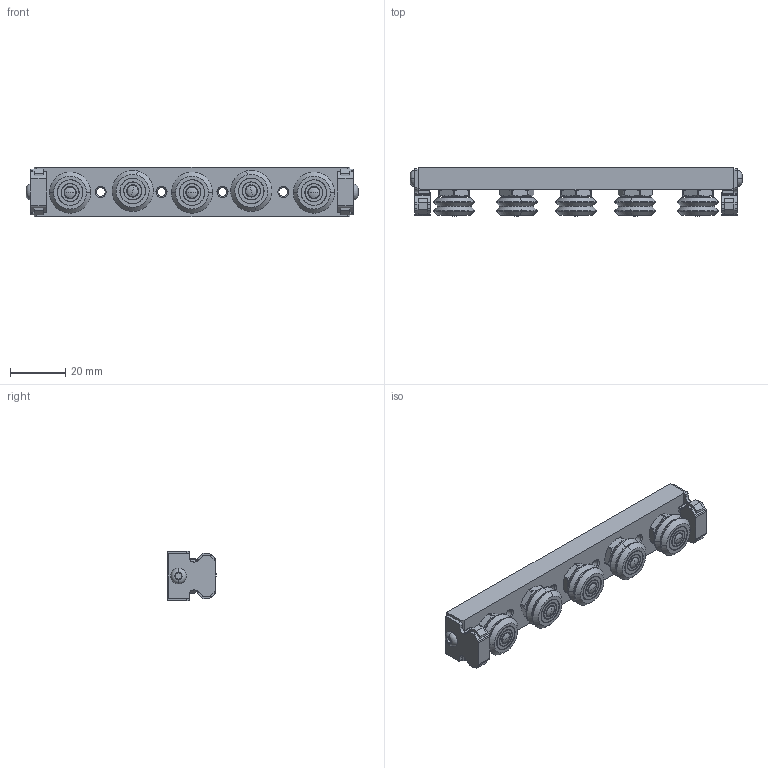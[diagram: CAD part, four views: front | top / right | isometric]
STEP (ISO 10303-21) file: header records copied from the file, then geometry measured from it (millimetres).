
FILE_DESCRIPTION (( 'STEP AP203' ), '1' );
FILE_NAME ('LUV-0-5W.step', '2024-05-13T17:25:23', ( '' ), ( '' ), 'SwSTEP 2.0', 'SolidWorks 2023', '' );
FILE_SCHEMA (( 'CONFIG_CONTROL_DESIGN' ));
Products named in the file (1): LUV-0-5W
Bounding box: 119.84 x 17.63 x 18.01 mm (x, y, z)
Volume: 22833.1 mm3; surface area: 15482.7 mm2
Topology: 10 solids, 10 shells, 962 faces, 2208 edges, 1325 vertices
Faces by surface type: cylinder 292, plane 265, bspline 198, cone 193, torus 14
Entity records: 33995 total; most frequent: CARTESIAN_POINT 13044, ORIENTED_EDGE 4388, DIRECTION 4378, EDGE_CURVE 2194, AXIS2_PLACEMENT_3D 1773, VERTEX_POINT 1325, EDGE_LOOP 1057, CIRCLE 1008
